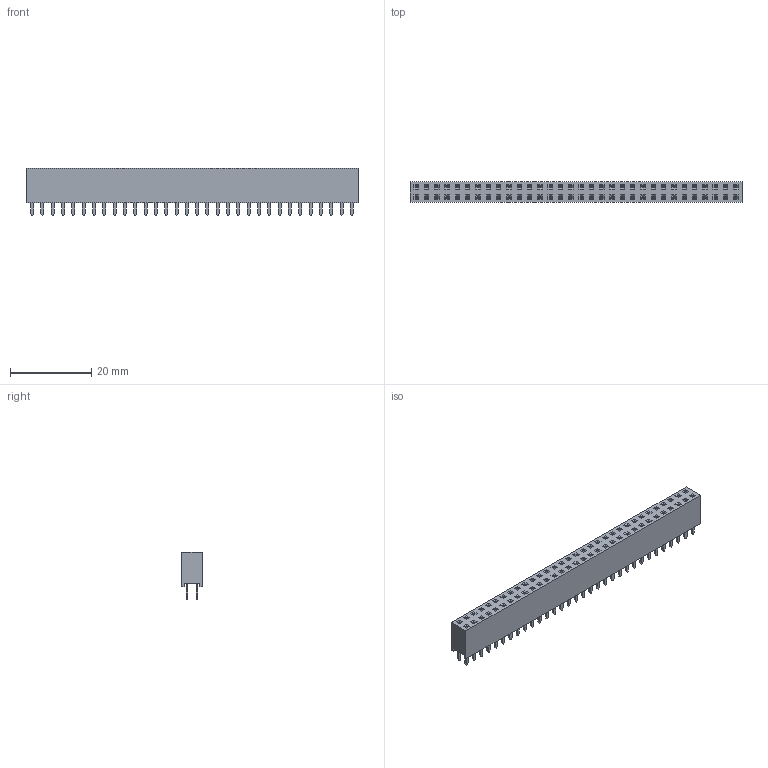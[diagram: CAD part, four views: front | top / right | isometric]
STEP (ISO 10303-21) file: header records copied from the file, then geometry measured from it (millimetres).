
FILE_DESCRIPTION(/* description */ ('Unknown'),/* implementation_level */ '2;1');
FILE_NAME(/* name */ '61306421821',/* time_stamp */ '2022-06-30T08:02:39+02:00',/* author */ ('Unknown'),/* organization */ ('Unknown'),/* preprocessor_version */ 'ST-DEVELOPER v16.7',/* originating_system */ 'Solid Edge',/* authorisation */ 'Unknown');
FILE_SCHEMA (('AUTOMOTIVE_DESIGN {1 0 10303 214 3 1 1}'));
Length unit declared in the file: millimetre
Products named in the file (3): 6130xx21821; 61306421821; 6130xx21821_PIN
Assembly tree (65 placements, depth 2):
  6130xx21821
    61306421821
    6130xx21821_PIN  x64
Bounding box: 81.78 x 5.08 x 11.6 mm (x, y, z)
Volume: 2861.9 mm3; surface area: 7007.9 mm2
Topology: 65 solids, 65 shells, 2634 faces, 7000 edges, 4496 vertices
Faces by surface type: plane 1994, cylinder 384, bspline 128, torus 128
Entity records: 25061 total; most frequent: CARTESIAN_POINT 4408, ORIENTED_EDGE 4290, DIRECTION 3901, EDGE_CURVE 2145, LINE 2123, VECTOR 2123, VERTEX_POINT 1344, EDGE_LOOP 937
